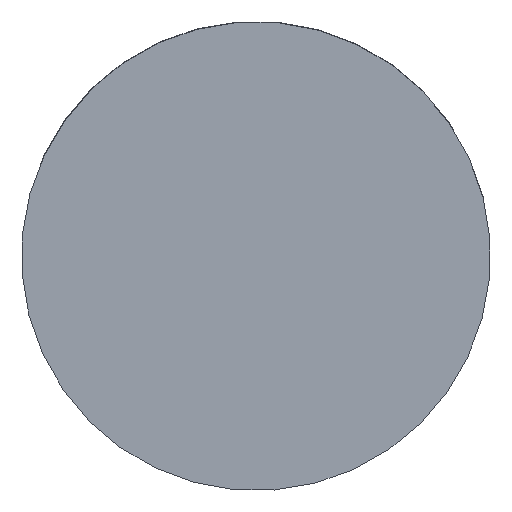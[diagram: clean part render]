
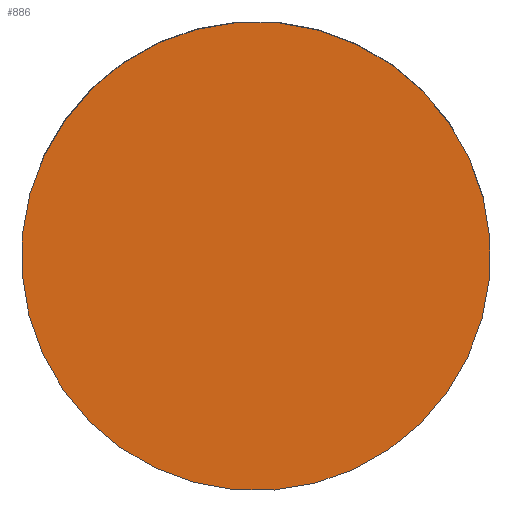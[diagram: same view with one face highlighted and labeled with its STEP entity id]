
A CAD part, front view. The second image highlights one B-rep face of the part: STEP entity #886.
In plain terms, the highlighted planar face has unit normal (0, -1, -0.001).
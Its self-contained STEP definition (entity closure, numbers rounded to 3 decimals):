
#125=PLANE('',#1011);
#177=FACE_OUTER_BOUND('',#243,.T.);
#243=EDGE_LOOP('',(#790));
#371=CIRCLE('',#1010,22.5);
#444=VERTEX_POINT('',#1768);
#560=EDGE_CURVE('',#444,#444,#371,.T.);
#790=ORIENTED_EDGE('',*,*,#560,.F.);
#886=ADVANCED_FACE('',(#177),#125,.T.);
#1010=AXIS2_PLACEMENT_3D('',#1770,#1242,#1243);
#1011=AXIS2_PLACEMENT_3D('',#1771,#1244,#1245);
#1242=DIRECTION('center_axis',(0.,1.,
0.001));
#1243=DIRECTION('ref_axis',(-0.91,0.,-0.415));
#1244=DIRECTION('center_axis',(0.,-1.,
-0.001));
#1245=DIRECTION('ref_axis',(-0.415,-0.001,0.91));
#1768=CARTESIAN_POINT('',(-51.992,-35.642,21.808));
#1770=CARTESIAN_POINT('Origin',(-31.522,-35.649,31.147));
#1771=CARTESIAN_POINT('Origin',(-11.052,-35.657,40.486));
